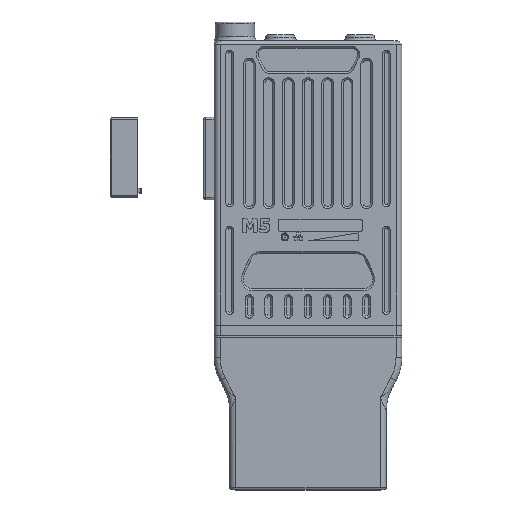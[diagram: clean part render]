
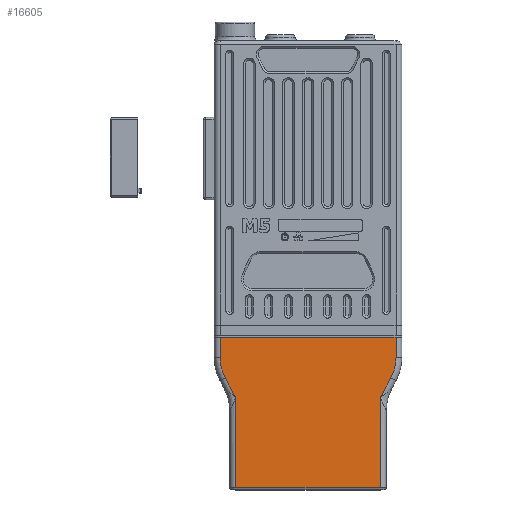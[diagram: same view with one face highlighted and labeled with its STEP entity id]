
A CAD part, top view. The second image highlights one B-rep face of the part: STEP entity #16605.
In plain terms, the highlighted planar face has unit normal (0, 0, 1).
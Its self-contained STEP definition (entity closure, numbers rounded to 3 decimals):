
#1151=PLANE('',#17784);
#1982=FACE_OUTER_BOUND('',#3015,.T.);
#3015=EDGE_LOOP('',(#14598,#14599,#14600,#14601,#14602,#14603,#14604,#14605,
#14606,#14607));
#4224=LINE('',#26485,#5762);
#4473=LINE('',#28689,#6011);
#4475=LINE('',#28695,#6013);
#4479=LINE('',#28709,#6017);
#4482=LINE('',#28717,#6020);
#4483=LINE('',#28720,#6021);
#4484=LINE('',#28722,#6022);
#4485=LINE('',#28725,#6023);
#5762=VECTOR('',#20789,10.);
#6011=VECTOR('',#21188,10.);
#6013=VECTOR('',#21194,3.);
#6017=VECTOR('',#21212,10.);
#6020=VECTOR('',#21221,10.);
#6021=VECTOR('',#21224,10.);
#6022=VECTOR('',#21225,10.);
#6023=VECTOR('',#21228,10.);
#6723=CIRCLE('',#17785,22.);
#6724=CIRCLE('',#17786,22.);
#7794=VERTEX_POINT('',#26483);
#7795=VERTEX_POINT('',#26484);
#8105=VERTEX_POINT('',#28678);
#8106=VERTEX_POINT('',#28682);
#8109=VERTEX_POINT('',#28693);
#8112=VERTEX_POINT('',#28708);
#8114=VERTEX_POINT('',#28716);
#8115=VERTEX_POINT('',#28718);
#8116=VERTEX_POINT('',#28721);
#8117=VERTEX_POINT('',#28723);
#9849=EDGE_CURVE('',#7794,#7795,#4224,.T.);
#10312=EDGE_CURVE('',#8106,#8105,#4473,.T.);
#10315=EDGE_CURVE('',#8106,#8109,#4475,.T.);
#10321=EDGE_CURVE('',#8105,#8112,#4479,.T.);
#10325=EDGE_CURVE('',#8114,#8109,#4482,.T.);
#10326=EDGE_CURVE('',#8115,#8114,#6723,.T.);
#10327=EDGE_CURVE('',#7794,#8115,#4483,.T.);
#10328=EDGE_CURVE('',#8116,#7795,#4484,.T.);
#10329=EDGE_CURVE('',#8117,#8116,#6724,.T.);
#10330=EDGE_CURVE('',#8112,#8117,#4485,.T.);
#14598=ORIENTED_EDGE('',*,*,#10312,.F.);
#14599=ORIENTED_EDGE('',*,*,#10315,.T.);
#14600=ORIENTED_EDGE('',*,*,#10325,.F.);
#14601=ORIENTED_EDGE('',*,*,#10326,.F.);
#14602=ORIENTED_EDGE('',*,*,#10327,.F.);
#14603=ORIENTED_EDGE('',*,*,#9849,.T.);
#14604=ORIENTED_EDGE('',*,*,#10328,.F.);
#14605=ORIENTED_EDGE('',*,*,#10329,.F.);
#14606=ORIENTED_EDGE('',*,*,#10330,.F.);
#14607=ORIENTED_EDGE('',*,*,#10321,.F.);
#16605=ADVANCED_FACE('',(#1982),#1151,.T.);
#17784=AXIS2_PLACEMENT_3D('',#28715,#21219,#21220);
#17785=AXIS2_PLACEMENT_3D('',#28719,#21222,#21223);
#17786=AXIS2_PLACEMENT_3D('',#28724,#21226,#21227);
#20789=DIRECTION('',(-1.,0.,0.));
#21188=DIRECTION('',(-1.,0.,0.));
#21194=DIRECTION('',(0.,1.,0.));
#21212=DIRECTION('',(0.,1.,0.));
#21219=DIRECTION('center_axis',(0.,0.,1.));
#21220=DIRECTION('ref_axis',(1.,0.,0.));
#21221=DIRECTION('',(-0.471,-0.882,0.));
#21222=DIRECTION('center_axis',(0.,0.,-1.));
#21223=DIRECTION('ref_axis',(0.97,-0.243,0.));
#21224=DIRECTION('',(0.,-1.,0.));
#21225=DIRECTION('',(0.,1.,0.));
#21226=DIRECTION('center_axis',(0.,0.,-1.));
#21227=DIRECTION('ref_axis',(-0.97,-0.243,0.));
#21228=DIRECTION('',(-0.471,0.882,0.));
#26483=CARTESIAN_POINT('',(988.,641.202,22.));
#26484=CARTESIAN_POINT('',(898.,641.202,22.));
#26485=CARTESIAN_POINT('',(969.206,641.202,22.));
#28678=CARTESIAN_POINT('',(906.,564.2,22.));
#28682=CARTESIAN_POINT('',(980.,564.2,22.));
#28689=CARTESIAN_POINT('',(919.,564.2,22.));
#28693=CARTESIAN_POINT('',(980.,610.45,22.));
#28695=CARTESIAN_POINT('',(980.,629.7,22.));
#28708=CARTESIAN_POINT('',(906.,610.45,22.));
#28709=CARTESIAN_POINT('',(906.,606.45,22.));
#28715=CARTESIAN_POINT('Origin',(943.,649.7,22.));
#28716=CARTESIAN_POINT('',(985.412,620.597,22.));
#28717=CARTESIAN_POINT('',(988.228,625.878,22.));
#28718=CARTESIAN_POINT('',(988.,630.95,22.));
#28719=CARTESIAN_POINT('Origin',(966.,630.95,22.));
#28720=CARTESIAN_POINT('',(988.,640.95,22.));
#28721=CARTESIAN_POINT('',(898.,630.95,22.));
#28722=CARTESIAN_POINT('',(898.,648.2,22.));
#28723=CARTESIAN_POINT('',(900.588,620.597,22.));
#28724=CARTESIAN_POINT('Origin',(920.,630.95,22.));
#28725=CARTESIAN_POINT('',(901.772,618.378,22.));
